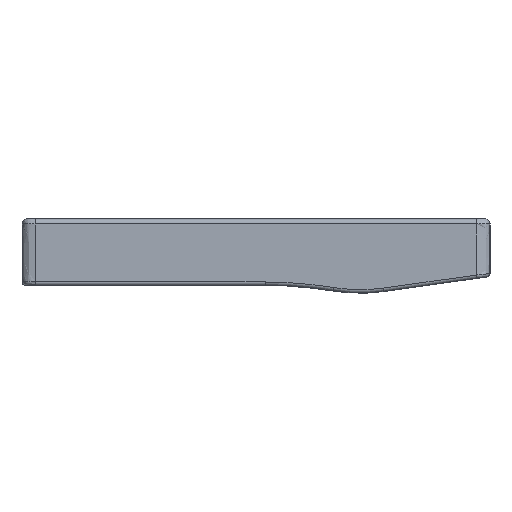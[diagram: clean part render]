
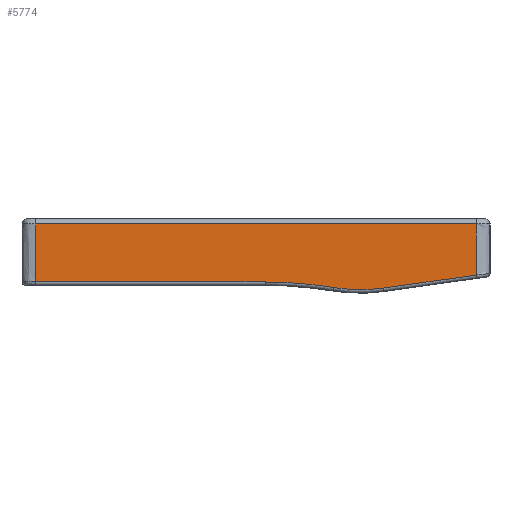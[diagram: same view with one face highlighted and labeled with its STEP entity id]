
A CAD part, left-side view. The second image highlights one B-rep face of the part: STEP entity #5774.
In plain terms, the highlighted planar face has unit normal (-1, 0, 0).
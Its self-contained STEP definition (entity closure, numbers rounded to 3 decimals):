
#146=B_SPLINE_CURVE_WITH_KNOTS('',3,(#9875,#9876,#9877,#9878),
 .UNSPECIFIED.,.F.,.F.,(4,4),(0.15,1.655),.UNSPECIFIED.);
#148=B_SPLINE_CURVE_WITH_KNOTS('',3,(#9894,#9895,#9896,#9897),
 .UNSPECIFIED.,.F.,.F.,(4,4),(-1.86,-0.15),.UNSPECIFIED.);
#203=PLANE('',#6186);
#393=FACE_OUTER_BOUND('',#734,.T.);
#734=EDGE_LOOP('',(#4243,#4244,#4245,#4246,#4247,#4248,#4249));
#1188=LINE('',#9222,#1750);
#1196=LINE('',#9899,#1758);
#1197=LINE('',#9904,#1759);
#1750=VECTOR('',#7055,10.);
#1758=VECTOR('',#7085,10.);
#1759=VECTOR('',#7090,10.);
#2218=CIRCLE('',#6187,126.);
#2219=CIRCLE('',#6188,49.);
#2609=VERTEX_POINT('',#9215);
#2612=VERTEX_POINT('',#9220);
#2628=VERTEX_POINT('',#9874);
#2629=VERTEX_POINT('',#9893);
#2630=VERTEX_POINT('',#9898);
#2631=VERTEX_POINT('',#9900);
#2632=VERTEX_POINT('',#9902);
#3217=EDGE_CURVE('',#2612,#2609,#1188,.T.);
#3243=EDGE_CURVE('',#2609,#2628,#146,.T.);
#3245=EDGE_CURVE('',#2629,#2612,#148,.T.);
#3246=EDGE_CURVE('',#2630,#2629,#1196,.T.);
#3247=EDGE_CURVE('',#2631,#2630,#2218,.T.);
#3248=EDGE_CURVE('',#2632,#2631,#2219,.T.);
#3249=EDGE_CURVE('',#2628,#2632,#1197,.T.);
#4243=ORIENTED_EDGE('',*,*,#3217,.F.);
#4244=ORIENTED_EDGE('',*,*,#3245,.F.);
#4245=ORIENTED_EDGE('',*,*,#3246,.F.);
#4246=ORIENTED_EDGE('',*,*,#3247,.F.);
#4247=ORIENTED_EDGE('',*,*,#3248,.F.);
#4248=ORIENTED_EDGE('',*,*,#3249,.F.);
#4249=ORIENTED_EDGE('',*,*,#3243,.F.);
#5774=ADVANCED_FACE('',(#393),#203,.T.);
#6186=AXIS2_PLACEMENT_3D('',#9892,#7083,#7084);
#6187=AXIS2_PLACEMENT_3D('',#9901,#7086,#7087);
#6188=AXIS2_PLACEMENT_3D('',#9903,#7088,#7089);
#7055=DIRECTION('',(0.,-1.,0.));
#7083=DIRECTION('center_axis',(-1.,0.,0.));
#7084=DIRECTION('ref_axis',(0.,1.,0.));
#7085=DIRECTION('',(0.,1.,0.));
#7086=DIRECTION('center_axis',(-1.,0.,0.));
#7087=DIRECTION('ref_axis',(0.,-0.081,0.997));
#7088=DIRECTION('center_axis',(1.,0.,0.));
#7089=DIRECTION('ref_axis',(0.,0.011,-1.));
#7090=DIRECTION('',(0.,0.99,-0.139));
#9215=CARTESIAN_POINT('',(-4.475,-124.538,6.5));
#9220=CARTESIAN_POINT('',(-4.475,5.475,6.5));
#9222=CARTESIAN_POINT('',(-4.475,-94.034,6.5));
#9874=CARTESIAN_POINT('',(-4.475,-124.538,-8.552));
#9875=CARTESIAN_POINT('Ctrl Pts',(-4.475,-124.538,6.5));
#9876=CARTESIAN_POINT('Ctrl Pts',(-4.475,-124.538,1.483));
#9877=CARTESIAN_POINT('Ctrl Pts',(-4.475,-124.538,-3.535));
#9878=CARTESIAN_POINT('Ctrl Pts',(-4.475,-124.538,-8.552));
#9892=CARTESIAN_POINT('Origin',(-4.475,-128.538,8.));
#9893=CARTESIAN_POINT('',(-4.475,5.475,-10.6));
#9894=CARTESIAN_POINT('Ctrl Pts',(-4.475,5.475,-10.6));
#9895=CARTESIAN_POINT('Ctrl Pts',(-4.475,5.475,-4.9));
#9896=CARTESIAN_POINT('Ctrl Pts',(-4.475,5.475,0.8));
#9897=CARTESIAN_POINT('Ctrl Pts',(-4.475,5.475,6.5));
#9898=CARTESIAN_POINT('',(-4.475,-62.198,-10.6));
#9899=CARTESIAN_POINT('',(-4.475,-59.531,-10.6));
#9900=CARTESIAN_POINT('',(-4.475,-82.458,-12.24));
#9901=CARTESIAN_POINT('Origin',(-4.475,-62.198,-136.6));
#9902=CARTESIAN_POINT('',(-4.475,-97.157,-12.4));
#9903=CARTESIAN_POINT('Origin',(-4.475,-90.338,36.123));
#9904=CARTESIAN_POINT('',(-4.475,-129.57,-7.845));
